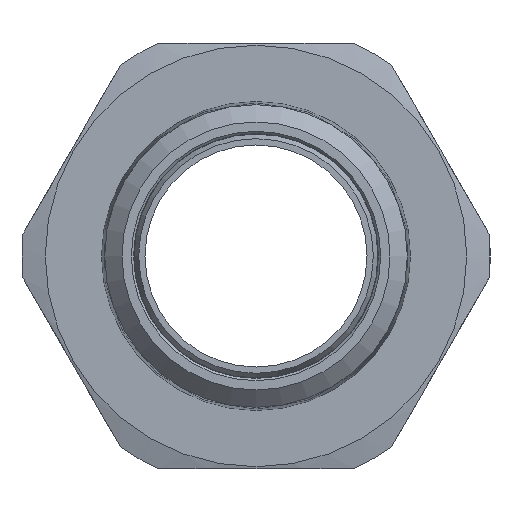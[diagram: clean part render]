
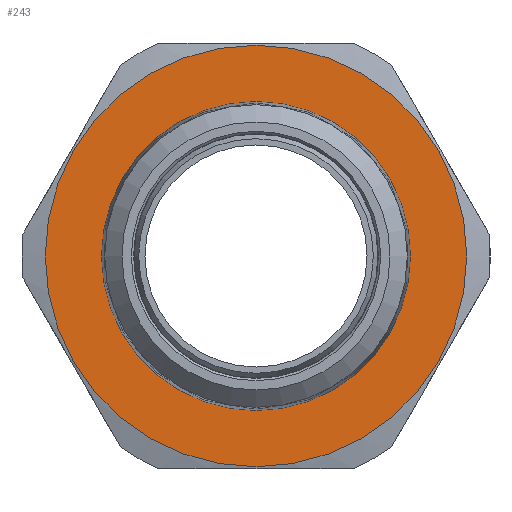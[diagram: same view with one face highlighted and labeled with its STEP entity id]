
A CAD part, left-side view. The second image highlights one B-rep face of the part: STEP entity #243.
In plain terms, the highlighted planar face has unit normal (-1, 0, 0).
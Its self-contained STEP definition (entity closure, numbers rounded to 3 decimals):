
#92 = CIRCLE ( 'NONE', #2568, 22.778 ) ;
#103 = FACE_BOUND ( 'NONE', #1878, .T. ) ;
#154 = EDGE_CURVE ( 'NONE', #1431, #1431, #641, .T. ) ;
#243 = ADVANCED_FACE ( 'NONE', ( #103, #312 ), #1952, .F. ) ;
#312 = FACE_OUTER_BOUND ( 'NONE', #1247, .T. ) ;
#388 = ORIENTED_EDGE ( 'NONE', *, *, #154, .F. ) ;
#400 = CARTESIAN_POINT ( 'NONE',  ( 26.3, 0., 16.7 ) ) ;
#464 = DIRECTION ( 'NONE',  ( -1., 0., 0. ) ) ;
#641 = CIRCLE ( 'NONE', #885, 16.7 ) ;
#668 = DIRECTION ( 'NONE',  ( 0., 0., 1. ) ) ;
#885 = AXIS2_PLACEMENT_3D ( 'NONE', #2113, #464, #668 ) ;
#1095 = AXIS2_PLACEMENT_3D ( 'NONE', #1721, #1328, #1347 ) ;
#1247 = EDGE_LOOP ( 'NONE', ( #2615 ) ) ;
#1265 = CARTESIAN_POINT ( 'NONE',  ( 26.3, 0., -22.778 ) ) ;
#1328 = DIRECTION ( 'NONE',  ( 1., 0., 0. ) ) ;
#1347 = DIRECTION ( 'NONE',  ( 0., 0., -1. ) ) ;
#1389 = DIRECTION ( 'NONE',  ( 1., 0., 0. ) ) ;
#1410 = CARTESIAN_POINT ( 'NONE',  ( 26.3, 0., 0. ) ) ;
#1431 = VERTEX_POINT ( 'NONE', #400 ) ;
#1721 = CARTESIAN_POINT ( 'NONE',  ( 26.3, 16.7, 0. ) ) ;
#1878 = EDGE_LOOP ( 'NONE', ( #388 ) ) ;
#1952 = PLANE ( 'NONE',  #1095 ) ;
#2113 = CARTESIAN_POINT ( 'NONE',  ( 26.3, 0., 0. ) ) ;
#2355 = VERTEX_POINT ( 'NONE', #1265 ) ;
#2418 = DIRECTION ( 'NONE',  ( 0., 0., -1. ) ) ;
#2568 = AXIS2_PLACEMENT_3D ( 'NONE', #1410, #1389, #2418 ) ;
#2615 = ORIENTED_EDGE ( 'NONE', *, *, #2629, .F. ) ;
#2629 = EDGE_CURVE ( 'NONE', #2355, #2355, #92, .T. ) ;
